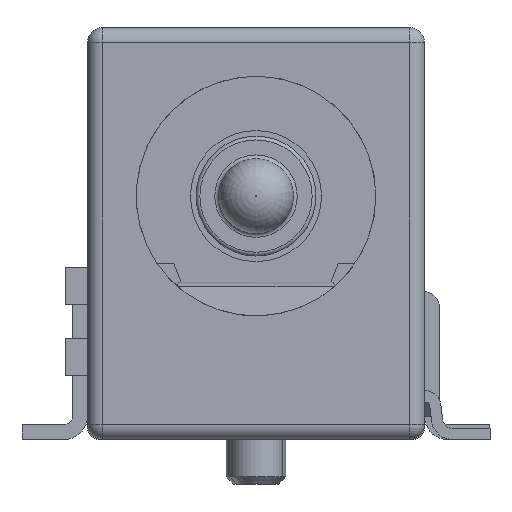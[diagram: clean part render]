
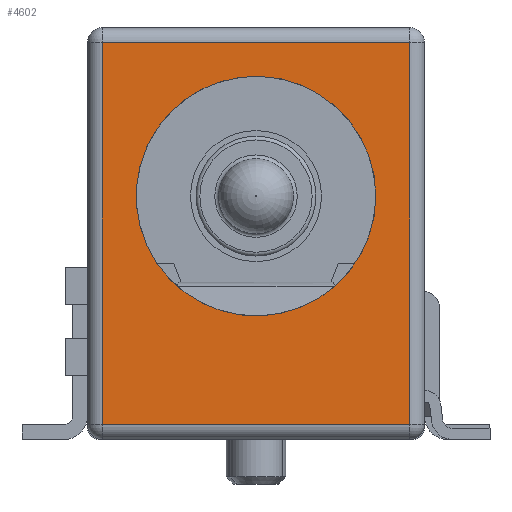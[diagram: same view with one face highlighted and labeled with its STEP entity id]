
A CAD part, front view. The second image highlights one B-rep face of the part: STEP entity #4602.
In plain terms, the highlighted planar face has unit normal (0, -1, 0).
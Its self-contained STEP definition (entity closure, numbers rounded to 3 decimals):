
#180=CIRCLE('',#4959,3.2);
#397=ORIENTED_EDGE('',*,*,#1713,.T.);
#398=ORIENTED_EDGE('',*,*,#1714,.T.);
#399=ORIENTED_EDGE('',*,*,#1715,.T.);
#400=ORIENTED_EDGE('',*,*,#1716,.T.);
#401=ORIENTED_EDGE('',*,*,#1717,.T.);
#1713=EDGE_CURVE('',#2366,#2367,#2809,.F.);
#1714=EDGE_CURVE('',#2367,#2368,#2810,.F.);
#1715=EDGE_CURVE('',#2368,#2369,#2811,.F.);
#1716=EDGE_CURVE('',#2369,#2366,#2812,.F.);
#1717=EDGE_CURVE('',#2370,#2370,#180,.T.);
#2366=VERTEX_POINT('',#6895);
#2367=VERTEX_POINT('',#6896);
#2368=VERTEX_POINT('',#6898);
#2369=VERTEX_POINT('',#6900);
#2370=VERTEX_POINT('',#6903);
#2809=LINE('',#6894,#3318);
#2810=LINE('',#6897,#3319);
#2811=LINE('',#6899,#3320);
#2812=LINE('',#6901,#3321);
#3318=VECTOR('',#5480,1000.);
#3319=VECTOR('',#5481,1000.);
#3320=VECTOR('',#5482,1000.);
#3321=VECTOR('',#5483,1000.);
#3757=EDGE_LOOP('',(#397,#398,#399,#400));
#3758=EDGE_LOOP('',(#401));
#4088=FACE_BOUND('',#3757,.T.);
#4089=FACE_BOUND('',#3758,.T.);
#4414=PLANE('',#4958);
#4602=ADVANCED_FACE('',(#4088,#4089),#4414,.F.);
#4958=AXIS2_PLACEMENT_3D('',#6893,#5478,#5479);
#4959=AXIS2_PLACEMENT_3D('',#6902,#5484,#5485);
#5478=DIRECTION('',(0.,1.,0.));
#5479=DIRECTION('',(0.,0.,1.));
#5480=DIRECTION('',(0.,0.,1.));
#5481=DIRECTION('',(-1.,0.,0.));
#5482=DIRECTION('',(0.,0.,-1.));
#5483=DIRECTION('',(1.,0.,0.));
#5484=DIRECTION('',(0.,1.,0.));
#5485=DIRECTION('',(1.,0.,0.));
#6893=CARTESIAN_POINT('',(0.,-5.95,0.));
#6894=CARTESIAN_POINT('',(-4.1,-5.95,-5.5));
#6895=CARTESIAN_POINT('',(-4.1,-5.95,5.1));
#6896=CARTESIAN_POINT('',(-4.1,-5.95,-5.1));
#6897=CARTESIAN_POINT('',(4.5,-5.95,-5.1));
#6898=CARTESIAN_POINT('',(4.1,-5.95,-5.1));
#6899=CARTESIAN_POINT('',(4.1,-5.95,5.5));
#6900=CARTESIAN_POINT('',(4.1,-5.95,5.1));
#6901=CARTESIAN_POINT('',(-4.5,-5.95,5.1));
#6902=CARTESIAN_POINT('',(0.,-5.95,1.));
#6903=CARTESIAN_POINT('',(3.2,-5.95,1.));
